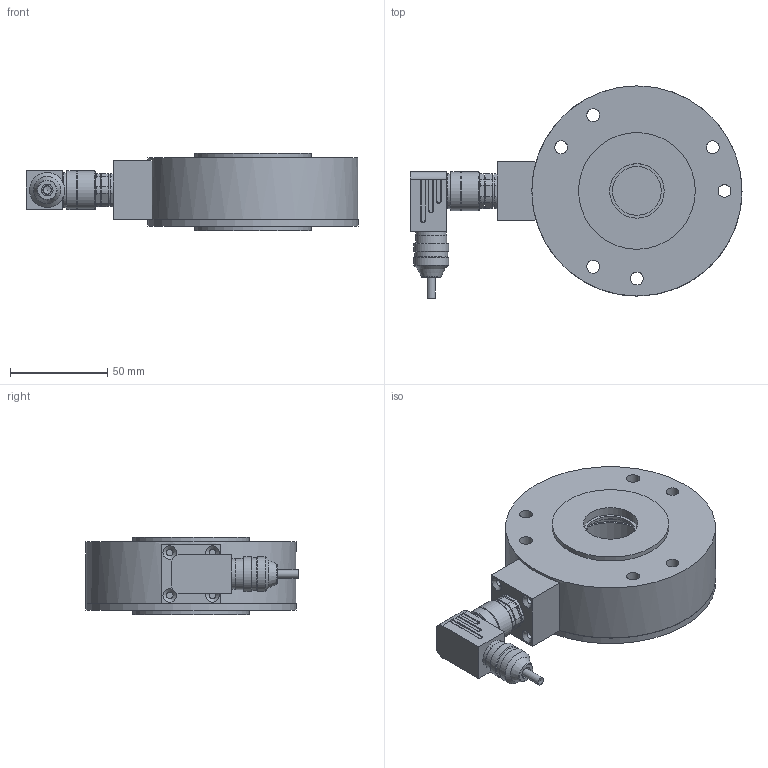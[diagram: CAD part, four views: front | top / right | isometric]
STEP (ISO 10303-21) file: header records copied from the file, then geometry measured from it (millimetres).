
FILE_DESCRIPTION (( 'STEP AP214' ), '1' );
FILE_NAME ('a_BZA1-17-100N...1000N-S1 STEP.STEP', '2024-09-25T10:14:02', ( '' ), ( '' ), 'SwSTEP 2.0', 'SolidWorks 2023', '' );
FILE_SCHEMA (( 'AUTOMOTIVE_DESIGN' ));
Length unit declared in the file: millimetre
Products named in the file (1): a_BZA1-17-100N...1000N-S1 STEP
Bounding box: 170.6 x 109.07 x 40 mm (x, y, z)
Volume: 316885.1 mm3; surface area: 93337.6 mm2
Topology: 8 solids, 9 shells, 306 faces, 714 edges, 461 vertices
Faces by surface type: cylinder 132, plane 130, cone 31, torus 9, bspline 4
Full cylindrical faces by diameter (mm): 1 x12, 1.5 x4, 3.4 x4, 4.2 x1, 4.5 x1, 6 x1, 6.6 x12, 8 x1, 8.375 x1, 9.95 x1, 10.4 x1, 12 x2, 13.5 x2, 14.5 x1, 15 x1, 15.75 x1, 16 x2, 16.7 x1, 17 x1, 18 x3, 18.2 x1, 20 x2, 24 x1, 25 x1, 28 x1, 40 x3, 42 x2, 60 x2, 79.9 x1, 80 x2
Entity records: 8212 total; most frequent: CARTESIAN_POINT 1522, DIRECTION 1447, ORIENTED_EDGE 1148, AXIS2_PLACEMENT_3D 604, EDGE_CURVE 574, EDGE_LOOP 483, VERTEX_POINT 425, FACE_OUTER_BOUND 382
